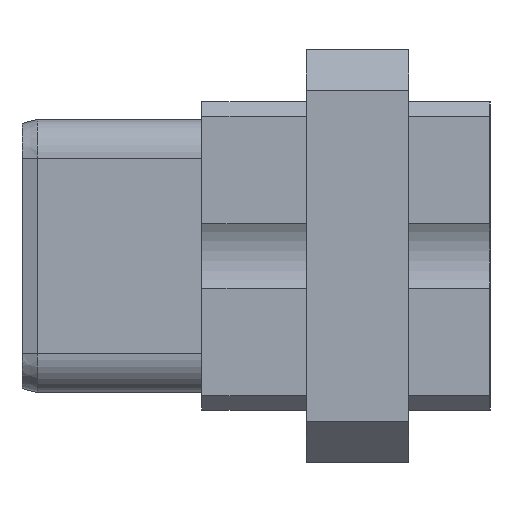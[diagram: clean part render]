
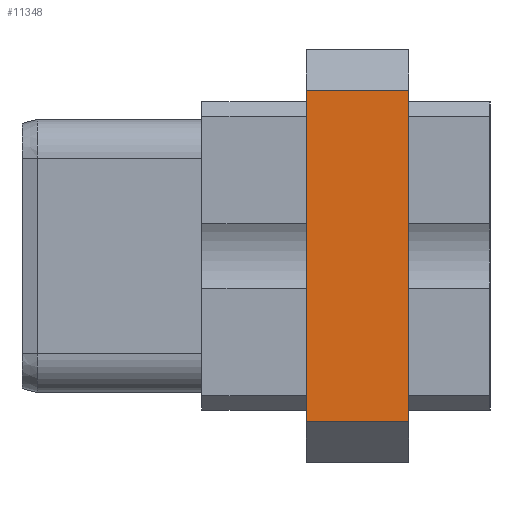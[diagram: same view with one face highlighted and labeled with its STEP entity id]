
A CAD part, left-side view. The second image highlights one B-rep face of the part: STEP entity #11348.
In plain terms, the highlighted planar face has unit normal (-1, 0, 0).
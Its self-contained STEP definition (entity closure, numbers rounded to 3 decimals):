
#295=DIRECTION('',(0.,-1.,0.));
#296=VECTOR('',#295,5.032);
#297=CARTESIAN_POINT('',(-43.966,-5.124,-8.151));
#298=LINE('',#297,#296);
#303=DIRECTION('',(0.,0.,-1.));
#304=VECTOR('',#303,16.302);
#305=CARTESIAN_POINT('',(-43.966,-10.156,8.151));
#306=LINE('',#305,#304);
#307=DIRECTION('',(0.,-1.,0.));
#308=VECTOR('',#307,5.032);
#309=CARTESIAN_POINT('',(-43.966,-5.124,8.151));
#310=LINE('',#309,#308);
#335=DIRECTION('',(0.,0.,-1.));
#336=VECTOR('',#335,16.302);
#337=CARTESIAN_POINT('',(-43.966,-5.124,8.151));
#338=LINE('',#337,#336);
#9402=CARTESIAN_POINT('',(-43.966,-10.156,8.151));
#9404=VERTEX_POINT('',#9402);
#9405=CARTESIAN_POINT('',(-43.966,-10.156,-8.151));
#9407=VERTEX_POINT('',#9405);
#9418=CARTESIAN_POINT('',(-43.966,-5.124,8.151));
#9420=VERTEX_POINT('',#9418);
#9421=CARTESIAN_POINT('',(-43.966,-5.124,-8.151));
#9423=VERTEX_POINT('',#9421);
#11335=CARTESIAN_POINT('',(-43.966,-5.65,-10.14));
#11336=DIRECTION('',(-1.,0.,0.));
#11337=DIRECTION('',(0.,0.,1.));
#11338=AXIS2_PLACEMENT_3D('',#11335,#11336,#11337);
#11339=PLANE('',#11338);
#11340=ORIENTED_EDGE('',*,*,#11273,.T.);
#11341=ORIENTED_EDGE('',*,*,#11326,.F.);
#11343=ORIENTED_EDGE('',*,*,#11342,.F.);
#11345=ORIENTED_EDGE('',*,*,#11344,.T.);
#11346=EDGE_LOOP('',(#11340,#11341,#11343,#11345));
#11347=FACE_OUTER_BOUND('',#11346,.F.);
#11348=ADVANCED_FACE('',(#11347),#11339,.T.);
#11273=EDGE_CURVE('',#9404,#9407,#306,.T.);
#11326=EDGE_CURVE('',#9423,#9407,#298,.T.);
#11342=EDGE_CURVE('',#9420,#9423,#338,.T.);
#11344=EDGE_CURVE('',#9420,#9404,#310,.T.);
